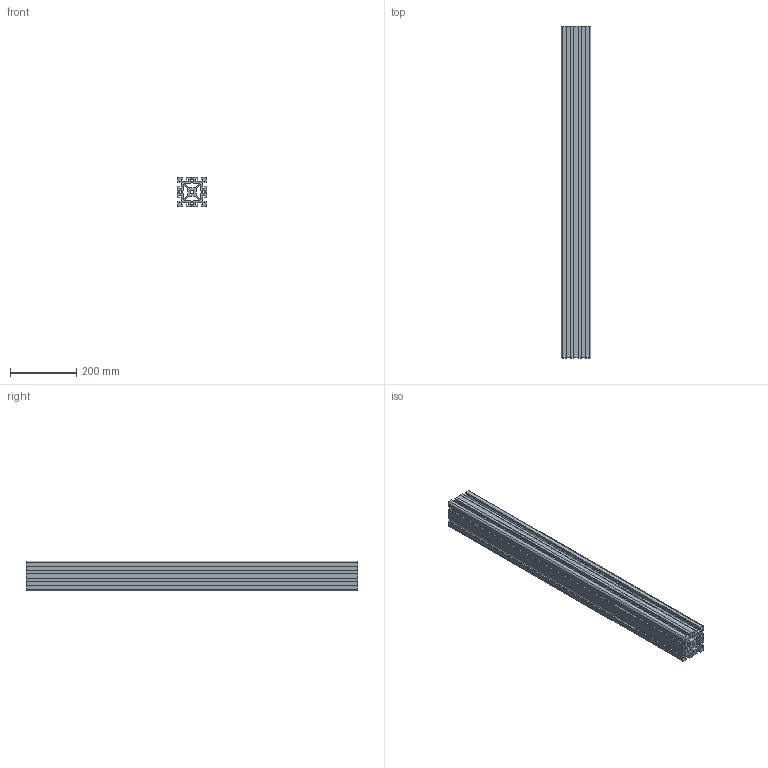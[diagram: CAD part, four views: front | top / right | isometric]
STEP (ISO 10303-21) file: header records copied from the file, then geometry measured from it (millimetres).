
FILE_DESCRIPTION(('STEP AP203'),'1');
FILE_NAME('BASE10B0097.stp','2023-10-13T09:58:46',(' '),(' '),'Spatial InterOp 3D',' ',' ');
FILE_SCHEMA(('CONFIG_CONTROL_DESIGN'));
Length unit declared in the file: millimetre
Products named in the file (1): Profilé 10 90x90 lourd
Bounding box: 90 x 1000 x 90 mm (x, y, z)
Volume: 3992377.8 mm3; surface area: 1287234.6 mm2
Topology: 1 solids, 1 shells, 211 faces, 628 edges, 419 vertices
Faces by surface type: plane 158, cylinder 53
Full cylindrical faces by diameter (mm): 10 x1
Entity records: 7164 total; most frequent: CARTESIAN_POINT 1256, ORIENTED_EDGE 1252, DIRECTION 1156, EDGE_CURVE 626, LINE 520, VECTOR 520, VERTEX_POINT 418, AXIS2_PLACEMENT_3D 318
